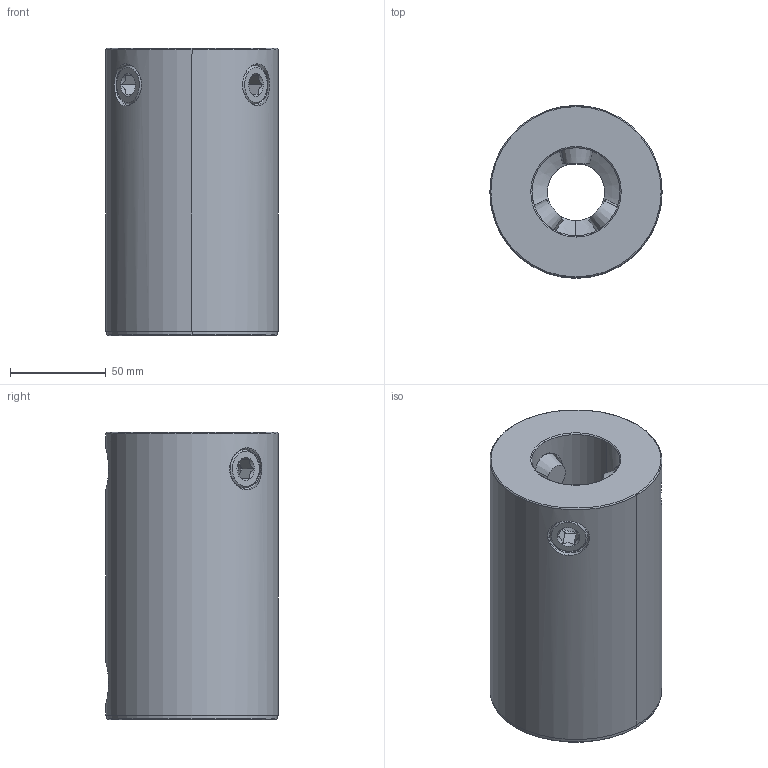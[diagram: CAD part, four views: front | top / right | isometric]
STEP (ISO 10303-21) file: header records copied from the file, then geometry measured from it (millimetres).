
FILE_DESCRIPTION(('no description'),'unknown implementation level');
FILE_NAME('8E192E29-3DB3-40EB-9721-601818CFA1BC_export.stp',' ',('CIMSOURCE GmbH'),('CADClick - KiM GmbH - www.kimweb.de'),'unknown preprocess','ACIS','unknown authorization');
FILE_SCHEMA(('automotive_design'));
Length unit declared in the file: millimetre
Products named in the file (5): 331.871N Kaiser R CKN7xCK7Bx150B AL|690.437 Kaiser ETL M20 X 29 CK7;Schnitt-Linear austragen1; 331.871N Kaiser R CKN7xCK7Bx150B AL|331.871N Kaiser R CKN7xCK7Bx150B AL;Schnitt-Rotation2
Bounding box: 90 x 90 x 150 mm (x, y, z)
Volume: 740357 mm3; surface area: 86059.8 mm2
Topology: 5 solids, 5 shells, 197 faces, 439 edges, 246 vertices
Faces by surface type: plane 69, cone 64, cylinder 56, torus 8
Entity records: 11556 total; most frequent: CARTESIAN_POINT 2137, DIRECTION 967, STYLED_ITEM 879, PRESENTATION_STYLE_ASSIGNMENT 879, COLOUR_RGB 879, ORIENTED_EDGE 862, EDGE_CURVE 431, CURVE_STYLE 431
